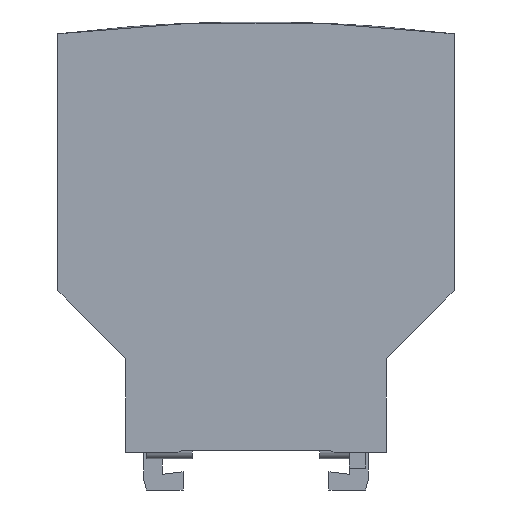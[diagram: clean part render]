
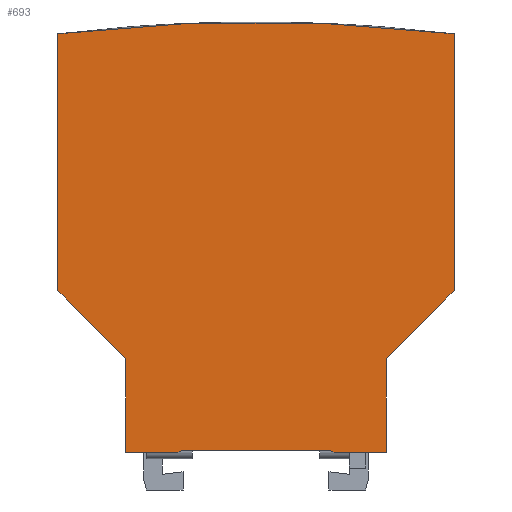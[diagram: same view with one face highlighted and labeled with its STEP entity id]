
A CAD part, left-side view. The second image highlights one B-rep face of the part: STEP entity #693.
In plain terms, the highlighted planar face has unit normal (-1, 0, 0).
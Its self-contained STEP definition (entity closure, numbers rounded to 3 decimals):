
#693 = ADVANCED_FACE( '', ( #1552 ), #1553, .T. );
#1552 = FACE_OUTER_BOUND( '', #2567, .T. );
#1553 = PLANE( '', #2568 );
#2567 = EDGE_LOOP( '', ( #4665, #4666, #4667, #4668, #4669, #4670, #4671, #4672, #4673, #4674, #4675, #4676 ) );
#2568 = AXIS2_PLACEMENT_3D( '', #4677, #4678, #4679 );
#4665 = ORIENTED_EDGE( '', *, *, #6801, .T. );
#4666 = ORIENTED_EDGE( '', *, *, #6307, .T. );
#4667 = ORIENTED_EDGE( '', *, *, #6802, .T. );
#4668 = ORIENTED_EDGE( '', *, *, #6803, .T. );
#4669 = ORIENTED_EDGE( '', *, *, #6404, .T. );
#4670 = ORIENTED_EDGE( '', *, *, #6804, .T. );
#4671 = ORIENTED_EDGE( '', *, *, #6805, .T. );
#4672 = ORIENTED_EDGE( '', *, *, #6806, .T. );
#4673 = ORIENTED_EDGE( '', *, *, #6662, .T. );
#4674 = ORIENTED_EDGE( '', *, *, #6150, .T. );
#4675 = ORIENTED_EDGE( '', *, *, #6784, .T. );
#4676 = ORIENTED_EDGE( '', *, *, #6719, .T. );
#4677 = CARTESIAN_POINT( '', ( 0., 19., -118.9 ) );
#4678 = DIRECTION( '', ( -1., 0., 0. ) );
#4679 = DIRECTION( '', ( 0., 0., 1. ) );
#6150 = EDGE_CURVE( '', #7463, #7461, #7464, .T. );
#6307 = EDGE_CURVE( '', #7741, #7739, #7742, .T. );
#6404 = EDGE_CURVE( '', #7902, #7900, #7903, .T. );
#6662 = EDGE_CURVE( '', #8280, #7463, #8284, .T. );
#6719 = EDGE_CURVE( '', #8358, #8360, #8362, .T. );
#6784 = EDGE_CURVE( '', #7461, #8358, #8450, .T. );
#6801 = EDGE_CURVE( '', #8360, #7741, #8472, .T. );
#6802 = EDGE_CURVE( '', #7739, #8473, #8474, .T. );
#6803 = EDGE_CURVE( '', #8473, #7902, #8475, .T. );
#6804 = EDGE_CURVE( '', #7900, #8476, #8477, .T. );
#6805 = EDGE_CURVE( '', #8476, #8478, #8479, .T. );
#6806 = EDGE_CURVE( '', #8478, #8280, #8480, .T. );
#7461 = VERTEX_POINT( '', #9375 );
#7463 = VERTEX_POINT( '', #9378 );
#7464 = LINE( '', #9379, #9380 );
#7739 = VERTEX_POINT( '', #10048 );
#7741 = VERTEX_POINT( '', #10051 );
#7742 = CIRCLE( '', #10052, 160. );
#7900 = VERTEX_POINT( '', #10553 );
#7902 = VERTEX_POINT( '', #10556 );
#7903 = LINE( '', #10557, #10558 );
#8280 = VERTEX_POINT( '', #11152 );
#8284 = LINE( '', #11158, #11159 );
#8358 = VERTEX_POINT( '', #11259 );
#8360 = VERTEX_POINT( '', #11262 );
#8362 = LINE( '', #11265, #11266 );
#8450 = LINE( '', #11398, #11399 );
#8472 = LINE( '', #11436, #11437 );
#8473 = VERTEX_POINT( '', #11438 );
#8474 = LINE( '', #11439, #11440 );
#8475 = LINE( '', #11441, #11442 );
#8476 = VERTEX_POINT( '', #11443 );
#8477 = LINE( '', #11444, #11445 );
#8478 = VERTEX_POINT( '', #11446 );
#8479 = LINE( '', #11447, #11448 );
#8480 = LINE( '', #11449, #11450 );
#9375 = CARTESIAN_POINT( '', ( 0., 6.5, -0.2 ) );
#9378 = CARTESIAN_POINT( '', ( 0., 11.5, -0.2 ) );
#9379 = CARTESIAN_POINT( '', ( 0., 11.5, -0.2 ) );
#9380 = VECTOR( '', #12154, 1000. );
#10048 = CARTESIAN_POINT( '', ( 0., 38., 39.968 ) );
#10051 = CARTESIAN_POINT( '', ( 0., 0., 39.968 ) );
#10052 = AXIS2_PLACEMENT_3D( '', #12300, #12301, #12302 );
#10553 = CARTESIAN_POINT( '', ( 0., 31.5, -0.2 ) );
#10556 = CARTESIAN_POINT( '', ( 0., 31.5, 8.8 ) );
#10557 = CARTESIAN_POINT( '', ( 0., 31.5, 8.8 ) );
#10558 = VECTOR( '', #12389, 1000. );
#11152 = CARTESIAN_POINT( '', ( 0., 11.846, 0. ) );
#11158 = CARTESIAN_POINT( '', ( 0., 11.846, 0. ) );
#11159 = VECTOR( '', #12612, 1000. );
#11259 = CARTESIAN_POINT( '', ( 0., 6.5, 8.8 ) );
#11262 = CARTESIAN_POINT( '', ( 0., 0., 15.3 ) );
#11265 = CARTESIAN_POINT( '', ( 0., 6.5, 8.8 ) );
#11266 = VECTOR( '', #12671, 1000. );
#11398 = CARTESIAN_POINT( '', ( 0., 6.5, -0.2 ) );
#11399 = VECTOR( '', #12725, 1000. );
#11436 = CARTESIAN_POINT( '', ( 0., 0., 15.3 ) );
#11437 = VECTOR( '', #12744, 1000. );
#11438 = CARTESIAN_POINT( '', ( 0., 38., 15.3 ) );
#11439 = CARTESIAN_POINT( '', ( 0., 38., 39.968 ) );
#11440 = VECTOR( '', #12745, 1000. );
#11441 = CARTESIAN_POINT( '', ( 0., 38., 15.3 ) );
#11442 = VECTOR( '', #12746, 1000. );
#11443 = CARTESIAN_POINT( '', ( 0., 26.5, -0.2 ) );
#11444 = CARTESIAN_POINT( '', ( 0., 31.5, -0.2 ) );
#11445 = VECTOR( '', #12747, 1000. );
#11446 = CARTESIAN_POINT( '', ( 0., 26.154, 0. ) );
#11447 = CARTESIAN_POINT( '', ( 0., 26.5, -0.2 ) );
#11448 = VECTOR( '', #12748, 1000. );
#11449 = CARTESIAN_POINT( '', ( 0., 26.154, 0. ) );
#11450 = VECTOR( '', #12749, 1000. );
#12154 = DIRECTION( '', ( 0., -1., 0. ) );
#12300 = CARTESIAN_POINT( '', ( 0., 19., -118.9 ) );
#12301 = DIRECTION( '', ( -1., 0., 0. ) );
#12302 = DIRECTION( '', ( 0., 0., -1. ) );
#12389 = DIRECTION( '', ( 0., 0., -1. ) );
#12612 = DIRECTION( '', ( 0., -0.866, -0.5 ) );
#12671 = DIRECTION( '', ( 0., -0.707, 0.707 ) );
#12725 = DIRECTION( '', ( 0., 0., 1. ) );
#12744 = DIRECTION( '', ( 0., 0., 1. ) );
#12745 = DIRECTION( '', ( 0., 0., -1. ) );
#12746 = DIRECTION( '', ( 0., -0.707, -0.707 ) );
#12747 = DIRECTION( '', ( 0., -1., 0. ) );
#12748 = DIRECTION( '', ( 0., -0.866, 0.5 ) );
#12749 = DIRECTION( '', ( 0., -1., 0. ) );
